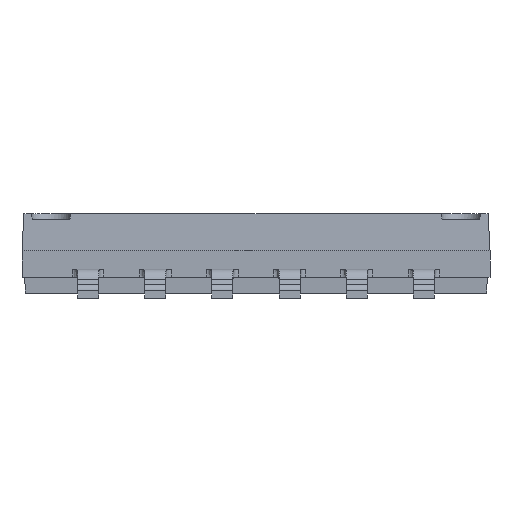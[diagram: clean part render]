
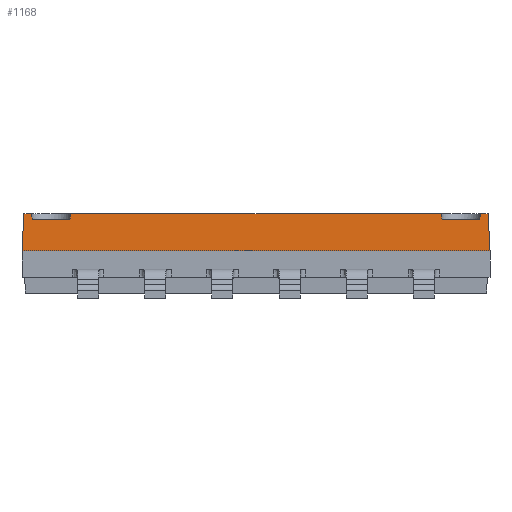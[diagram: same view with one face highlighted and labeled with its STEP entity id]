
A CAD part, front view. The second image highlights one B-rep face of the part: STEP entity #1168.
In plain terms, the highlighted planar face has unit normal (0, -0.999, 0.052).
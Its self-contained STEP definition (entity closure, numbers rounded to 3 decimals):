
#1168=ADVANCED_FACE('',(#3528),#3530,.T.);
#3528=FACE_BOUND('',#3529,.T.);
#3529=EDGE_LOOP('',(#5367,#5368,#5369,#5370,#5371,#5372,#5373,#5374,#5375,#5376,
#5377,#5378));
#3530=PLANE('',#3531);
#3531=AXIS2_PLACEMENT_3D('',#3532,#3533,#3534);
#3532=CARTESIAN_POINT('',(-4.425,-2.25,0.9));
#3533=DIRECTION('',(0.,-0.999,0.052));
#3534=DIRECTION('',(1.,0.,0.));
#5367=ORIENTED_EDGE('',*,*,#6576,.T.);
#5368=ORIENTED_EDGE('',*,*,#6316,.F.);
#5369=ORIENTED_EDGE('',*,*,#6577,.T.);
#5370=ORIENTED_EDGE('',*,*,#6578,.T.);
#5371=ORIENTED_EDGE('',*,*,#6579,.T.);
#5372=ORIENTED_EDGE('',*,*,#6312,.F.);
#5373=ORIENTED_EDGE('',*,*,#6580,.F.);
#5374=ORIENTED_EDGE('',*,*,#6581,.T.);
#5375=ORIENTED_EDGE('',*,*,#6582,.T.);
#5376=ORIENTED_EDGE('',*,*,#6300,.F.);
#5377=ORIENTED_EDGE('',*,*,#6575,.T.);
#5378=ORIENTED_EDGE('',*,*,#6583,.T.);
#6300=EDGE_CURVE('',#7012,#7014,#7015,.T.);
#6312=EDGE_CURVE('',#7036,#7038,#7039,.T.);
#6316=EDGE_CURVE('',#7044,#7046,#7047,.T.);
#6575=EDGE_CURVE('',#7012,#7486,#7488,.F.);
#6576=EDGE_CURVE('',#7489,#7046,#7490,.F.);
#6577=EDGE_CURVE('',#7044,#7491,#7492,.F.);
#6578=EDGE_CURVE('',#7491,#7493,#7494,.T.);
#6579=EDGE_CURVE('',#7493,#7038,#7495,.F.);
#6580=EDGE_CURVE('',#7496,#7036,#7497,.T.);
#6581=EDGE_CURVE('',#7496,#7498,#7499,.T.);
#6582=EDGE_CURVE('',#7498,#7014,#7500,.T.);
#6583=EDGE_CURVE('',#7486,#7489,#7501,.T.);
#7012=VERTEX_POINT('',#8257);
#7014=VERTEX_POINT('',#8261);
#7015=LINE('',#8262,#8263);
#7036=VERTEX_POINT('',#8307);
#7038=VERTEX_POINT('',#8311);
#7039=LINE('',#8312,#8313);
#7044=VERTEX_POINT('',#8324);
#7046=VERTEX_POINT('',#8328);
#7047=LINE('',#8329,#8330);
#7486=VERTEX_POINT('',#9355);
#7488=LINE('',#9359,#9360);
#7489=VERTEX_POINT('',#9362);
#7490=LINE('',#9363,#9364);
#7491=VERTEX_POINT('',#9366);
#7492=LINE('',#9367,#9368);
#7493=VERTEX_POINT('',#9370);
#7494=LINE('',#9371,#9372);
#7495=LINE('',#9374,#9375);
#7496=VERTEX_POINT('',#9377);
#7497=LINE('',#9378,#9379);
#7498=VERTEX_POINT('',#9381);
#7499=LINE('',#9382,#9383);
#7500=LINE('',#9385,#9386);
#7501=LINE('',#9388,#9389);
#8257=CARTESIAN_POINT('',(4.25,-2.213,1.6));
#8261=CARTESIAN_POINT('',(4.388,-2.213,1.6));
#8262=CARTESIAN_POINT('',(4.25,-2.213,1.6));
#8263=VECTOR('',#8264,1.);
#8264=DIRECTION('',(1.,0.,0.));
#8307=CARTESIAN_POINT('',(-4.388,-2.213,1.6));
#8311=CARTESIAN_POINT('',(-4.25,-2.213,1.6));
#8312=CARTESIAN_POINT('',(-4.388,-2.213,1.6));
#8313=VECTOR('',#8314,1.);
#8314=DIRECTION('',(1.,0.,0.));
#8324=CARTESIAN_POINT('',(-3.5,-2.213,1.6));
#8328=CARTESIAN_POINT('',(3.5,-2.213,1.6));
#8329=CARTESIAN_POINT('',(-3.5,-2.213,1.6));
#8330=VECTOR('',#8331,1.);
#8331=DIRECTION('',(1.,0.,0.));
#9355=CARTESIAN_POINT('',(4.232,-2.219,1.5));
#9359=CARTESIAN_POINT('',(4.232,-2.219,1.5));
#9360=VECTOR('',#9361,1.);
#9361=DIRECTION('',(0.173,0.052,0.983));
#9362=CARTESIAN_POINT('',(3.518,-2.219,1.5));
#9363=CARTESIAN_POINT('',(3.5,-2.213,1.6));
#9364=VECTOR('',#9365,1.);
#9365=DIRECTION('',(0.173,-0.052,-0.983));
#9366=CARTESIAN_POINT('',(-3.518,-2.219,1.5));
#9367=CARTESIAN_POINT('',(-3.518,-2.219,1.5));
#9368=VECTOR('',#9369,1.);
#9369=DIRECTION('',(0.173,0.052,0.983));
#9370=CARTESIAN_POINT('',(-4.232,-2.219,1.5));
#9371=CARTESIAN_POINT('',(-3.518,-2.219,1.5));
#9372=VECTOR('',#9373,1.);
#9373=DIRECTION('',(-1.,0.,0.));
#9374=CARTESIAN_POINT('',(-4.25,-2.213,1.6));
#9375=VECTOR('',#9376,1.);
#9376=DIRECTION('',(0.173,-0.052,-0.983));
#9377=CARTESIAN_POINT('',(-4.425,-2.25,0.9));
#9378=CARTESIAN_POINT('',(-4.425,-2.25,0.9));
#9379=VECTOR('',#9380,1.);
#9380=DIRECTION('',(0.052,0.052,0.997));
#9381=CARTESIAN_POINT('',(4.425,-2.25,0.9));
#9382=CARTESIAN_POINT('',(-4.425,-2.25,0.9));
#9383=VECTOR('',#9384,1.);
#9384=DIRECTION('',(1.,0.,0.));
#9385=CARTESIAN_POINT('',(4.425,-2.25,0.9));
#9386=VECTOR('',#9387,1.);
#9387=DIRECTION('',(-0.052,0.052,0.997));
#9388=CARTESIAN_POINT('',(4.232,-2.219,1.5));
#9389=VECTOR('',#9390,1.);
#9390=DIRECTION('',(-1.,0.,0.));
